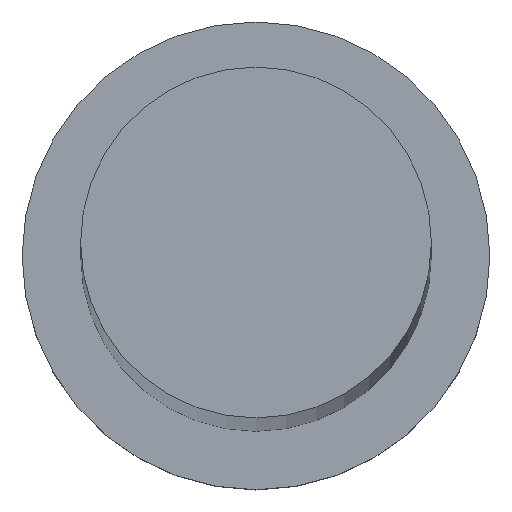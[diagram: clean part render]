
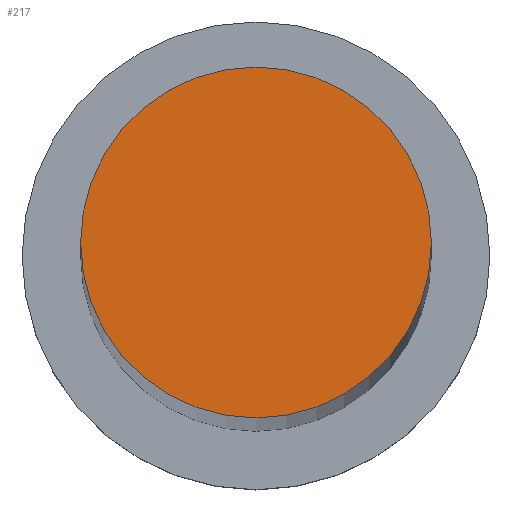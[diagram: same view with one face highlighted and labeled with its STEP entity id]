
A CAD part, top view. The second image highlights one B-rep face of the part: STEP entity #217.
In plain terms, the highlighted planar face has unit normal (0, 0, 1).
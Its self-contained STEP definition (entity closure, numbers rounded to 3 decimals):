
#20 = DIRECTION ( 'NONE',  ( 0., 0., 1. ) ) ;
#33 = DIRECTION ( 'NONE',  ( 1., 0., 0. ) ) ;
#47 = CIRCLE ( 'NONE', #147, 9. ) ;
#48 = VERTEX_POINT ( 'NONE', #64 ) ;
#55 = CARTESIAN_POINT ( 'NONE',  ( -9., 0., 400. ) ) ;
#59 = ORIENTED_EDGE ( 'NONE', *, *, #211, .T. ) ;
#64 = CARTESIAN_POINT ( 'NONE',  ( 9., 0., 400. ) ) ;
#72 = CARTESIAN_POINT ( 'NONE',  ( 0., 0., 400. ) ) ;
#114 = DIRECTION ( 'NONE',  ( 0., 0., 1. ) ) ;
#115 = AXIS2_PLACEMENT_3D ( 'NONE', #72, #114, #150 ) ;
#131 = CARTESIAN_POINT ( 'NONE',  ( 0., 0., 400. ) ) ;
#133 = CIRCLE ( 'NONE', #115, 9. ) ;
#142 = EDGE_LOOP ( 'NONE', ( #167, #59 ) ) ;
#147 = AXIS2_PLACEMENT_3D ( 'NONE', #131, #20, #33 ) ;
#150 = DIRECTION ( 'NONE',  ( 1., 0., 0. ) ) ;
#154 = FACE_OUTER_BOUND ( 'NONE', #142, .T. ) ;
#160 = VERTEX_POINT ( 'NONE', #55 ) ;
#167 = ORIENTED_EDGE ( 'NONE', *, *, #218, .T. ) ;
#190 = DIRECTION ( 'NONE',  ( 1., 0., 0. ) ) ;
#208 = PLANE ( 'NONE',  #238 ) ;
#211 = EDGE_CURVE ( 'NONE', #48, #160, #47, .T. ) ;
#215 = DIRECTION ( 'NONE',  ( 0., 0., 1. ) ) ;
#217 = ADVANCED_FACE ( 'NONE', ( #154 ), #208, .T. ) ;
#218 = EDGE_CURVE ( 'NONE', #160, #48, #133, .T. ) ;
#238 = AXIS2_PLACEMENT_3D ( 'NONE', #246, #215, #190 ) ;
#246 = CARTESIAN_POINT ( 'NONE',  ( 0., 0., 400. ) ) ;
